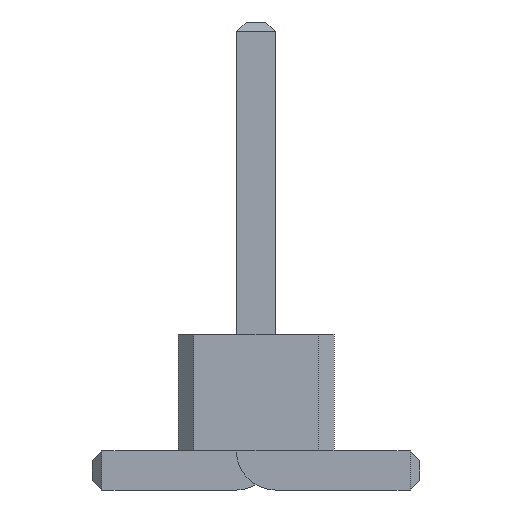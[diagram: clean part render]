
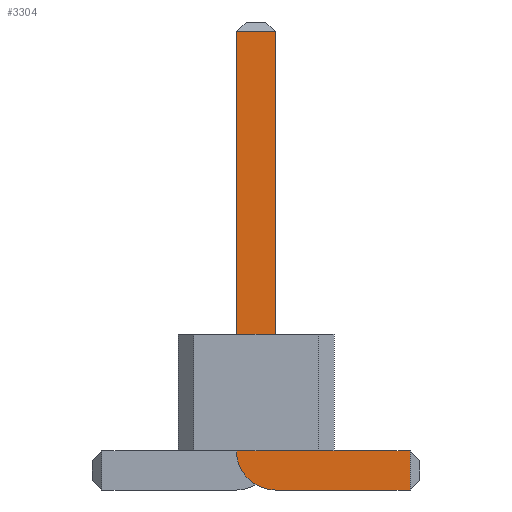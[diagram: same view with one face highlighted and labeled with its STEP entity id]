
A CAD part, front view. The second image highlights one B-rep face of the part: STEP entity #3304.
In plain terms, the highlighted planar face has unit normal (0, -1, 0).
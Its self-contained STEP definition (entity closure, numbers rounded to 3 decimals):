
#13=DIRECTION('',(0.,0.,1.));
#27=VECTOR('',#13,1.);
#67=DIRECTION('',(1.,0.,0.));
#1466=VECTOR('',#67,1.);
#1519=DIRECTION('',(-1.,0.,0.));
#2915=VECTOR('',#1519,1.);
#3118=DIRECTION('',(-0.,1.,0.));
#3119=DIRECTION('',(0.,0.,-1.));
#3136=VECTOR('',#3119,1.);
#3148=DIRECTION('',(0.,1.,0.));
#3149=DIRECTION('',(1.,0.,0.));
#3156=VERTEX_POINT('',#3157);
#3157=CARTESIAN_POINT('',(1.975,-24.25,0.));
#3159=ORIENTED_EDGE('',*,*,#3160,.T.);
#3160=EDGE_CURVE('',#3156,#3161,#3163,.T.);
#3161=VERTEX_POINT('',#3162);
#3162=CARTESIAN_POINT('',(0.25,-24.25,0.));
#3163=LINE('',#3164,#2915);
#3164=CARTESIAN_POINT('',(2.1,-24.25,0.));
#3201=VERTEX_POINT('',#3202);
#3202=CARTESIAN_POINT('',(-0.25,-24.25,0.5));
#3205=EDGE_CURVE('',#3161,#3201,#3206,.T.);
#3206=CIRCLE('',#3207,0.5);
#3207=AXIS2_PLACEMENT_3D('',#3208,#3118,#3119);
#3208=CARTESIAN_POINT('',(0.25,-24.25,0.5));
#3217=VERTEX_POINT('',#3208);
#3219=ORIENTED_EDGE('',*,*,#3220,.T.);
#3220=EDGE_CURVE('',#3217,#3221,#3223,.T.);
#3221=VERTEX_POINT('',#3222);
#3222=CARTESIAN_POINT('',(1.975,-24.25,0.5));
#3223=LINE('',#3208,#1466);
#3233=ORIENTED_EDGE('',*,*,#3234,.T.);
#3234=EDGE_CURVE('',#3201,#3235,#3237,.T.);
#3235=VERTEX_POINT('',#3236);
#3236=CARTESIAN_POINT('',(-0.25,-24.25,5.875));
#3237=LINE('',#3238,#27);
#3238=CARTESIAN_POINT('',(-0.25,-24.25,0.));
#3250=VERTEX_POINT('',#3251);
#3251=CARTESIAN_POINT('',(0.25,-24.25,5.875));
#3253=ORIENTED_EDGE('',*,*,#3254,.T.);
#3254=EDGE_CURVE('',#3250,#3217,#3255,.T.);
#3255=LINE('',#3256,#3136);
#3256=CARTESIAN_POINT('',(0.25,-24.25,6.));
#3304=ADVANCED_FACE('',(#3305),#3314,.F.);
#3305=FACE_BOUND('',#3306,.F.);
#3306=EDGE_LOOP('',(#3159,#3307,#3233,#3308,#3253,#3219,#3311));
#3307=ORIENTED_EDGE('',*,*,#3205,.T.);
#3308=ORIENTED_EDGE('',*,*,#3309,.T.);
#3309=EDGE_CURVE('',#3235,#3250,#3310,.T.);
#3310=LINE('',#3236,#1466);
#3311=ORIENTED_EDGE('',*,*,#3312,.T.);
#3312=EDGE_CURVE('',#3221,#3156,#3313,.T.);
#3313=LINE('',#3222,#3136);
#3314=PLANE('',#3315);
#3315=AXIS2_PLACEMENT_3D('',#3316,#3148,#3149);
#3316=CARTESIAN_POINT('',(0.316,-24.25,2.391));
